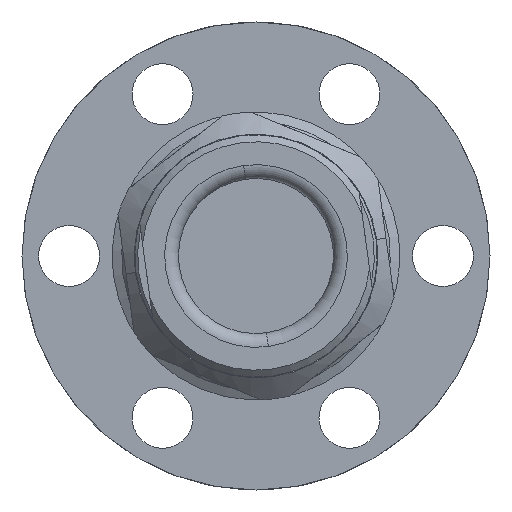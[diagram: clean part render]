
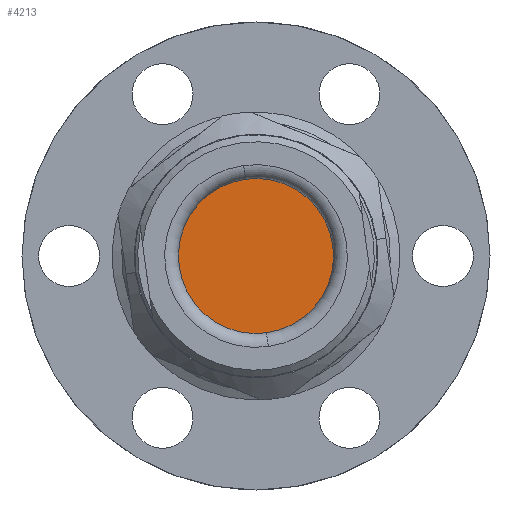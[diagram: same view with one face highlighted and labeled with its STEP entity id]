
A CAD part, front view. The second image highlights one B-rep face of the part: STEP entity #4213.
In plain terms, the highlighted face is planar.
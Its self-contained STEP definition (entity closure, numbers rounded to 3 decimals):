
#23 = PLANE ( 'NONE',  #928 ) ;
#292 = CARTESIAN_POINT ( 'NONE',  ( 0., 0., -39.182 ) ) ;
#593 = CIRCLE ( 'NONE', #1009, 5.6 ) ;
#916 = CARTESIAN_POINT ( 'NONE',  ( 0., 0., -39.182 ) ) ;
#928 = AXIS2_PLACEMENT_3D ( 'NONE', #916, #4885, #5245 ) ;
#1009 = AXIS2_PLACEMENT_3D ( 'NONE', #4353, #2153, #3036 ) ;
#1140 = FACE_OUTER_BOUND ( 'NONE', #1368, .T. ) ;
#1368 = EDGE_LOOP ( 'NONE', ( #4102, #3351 ) ) ;
#1572 = EDGE_CURVE ( 'NONE', #3371, #2160, #4649, .T. ) ;
#1604 = CARTESIAN_POINT ( 'NONE',  ( 5.6, 0., -39.182 ) ) ;
#2153 = DIRECTION ( 'NONE',  ( 0., 0., 1. ) ) ;
#2160 = VERTEX_POINT ( 'NONE', #3496 ) ;
#2166 = EDGE_CURVE ( 'NONE', #2160, #3371, #593, .T. ) ;
#2470 = DIRECTION ( 'NONE',  ( 1., 0., 0. ) ) ;
#2773 = AXIS2_PLACEMENT_3D ( 'NONE', #292, #3338, #2470 ) ;
#3036 = DIRECTION ( 'NONE',  ( 1., 0., 0. ) ) ;
#3338 = DIRECTION ( 'NONE',  ( 0., 0., 1. ) ) ;
#3351 = ORIENTED_EDGE ( 'NONE', *, *, #2166, .F. ) ;
#3371 = VERTEX_POINT ( 'NONE', #1604 ) ;
#3496 = CARTESIAN_POINT ( 'NONE',  ( -5.6, 0., -39.182 ) ) ;
#4102 = ORIENTED_EDGE ( 'NONE', *, *, #1572, .F. ) ;
#4213 = ADVANCED_FACE ( 'NONE', ( #1140 ), #23, .F. ) ;
#4353 = CARTESIAN_POINT ( 'NONE',  ( 0., 0., -39.182 ) ) ;
#4649 = CIRCLE ( 'NONE', #2773, 5.6 ) ;
#4885 = DIRECTION ( 'NONE',  ( 0., 0., 1. ) ) ;
#5245 = DIRECTION ( 'NONE',  ( 1., 0., 0. ) ) ;
